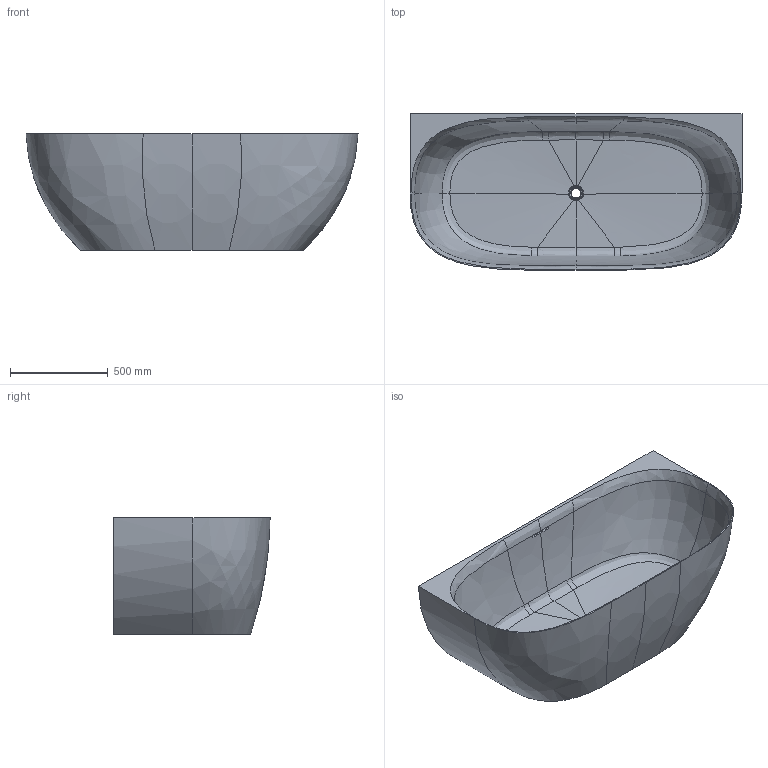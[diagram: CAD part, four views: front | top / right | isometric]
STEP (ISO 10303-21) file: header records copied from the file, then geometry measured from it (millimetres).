
FILE_DESCRIPTION(/* description */ (''),/* implementation_level */ '2;1');
FILE_NAME(/* name */ 'STEP - YL6203B_9512449',/* time_stamp */ '2023-12-13T15:19:34+11:00',/* author */ (''),/* organization */ (''),/* preprocessor_version */ 'ST-DEVELOPER v16.5',/* originating_system */ 'Rhino 7.23',/* authorisation */ '');
FILE_SCHEMA (('AUTOMOTIVE_DESIGN'));
Length unit declared in the file: millimetre
Products named in the file (1): Document
Bounding box: 1700 x 800 x 595 mm (x, y, z)
Volume: 73472589.7 mm3; surface area: 7093490.9 mm2
Topology: 1 solids, 1 shells, 178 faces, 436 edges, 260 vertices
Faces by surface type: bspline 131, cylinder 24, plane 23
Entity records: 13076 total; most frequent: CARTESIAN_POINT 10402, ORIENTED_EDGE 872, EDGE_CURVE 436, B_SPLINE_CURVE_WITH_KNOTS 339, VERTEX_POINT 260, EDGE_LOOP 182, ADVANCED_FACE 178, FACE_OUTER_BOUND 178
